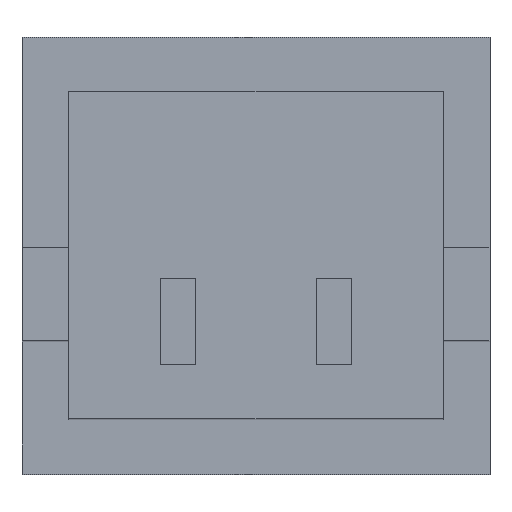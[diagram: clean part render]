
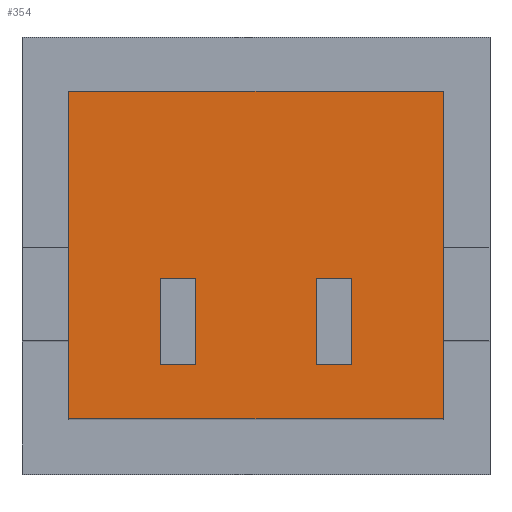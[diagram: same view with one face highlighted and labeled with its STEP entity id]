
A CAD part, top view. The second image highlights one B-rep face of the part: STEP entity #354.
In plain terms, the highlighted planar face has unit normal (0, 0, 1).
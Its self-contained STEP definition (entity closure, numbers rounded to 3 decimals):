
#11 = EDGE_CURVE ( 'NONE', #305, #57, #494, .T. ) ;
#12 = ORIENTED_EDGE ( 'NONE', *, *, #11, .F. ) ;
#57 = VERTEX_POINT ( 'NONE', #825 ) ;
#58 = ORIENTED_EDGE ( 'NONE', *, *, #355, .F. ) ;
#59 = VERTEX_POINT ( 'NONE', #824 ) ;
#184 = VERTEX_POINT ( 'NONE', #1151 ) ;
#186 = ORIENTED_EDGE ( 'NONE', *, *, #249, .T. ) ;
#187 = ORIENTED_EDGE ( 'NONE', *, *, #188, .T. ) ;
#188 = EDGE_CURVE ( 'NONE', #303, #285, #1153, .T. ) ;
#193 = ORIENTED_EDGE ( 'NONE', *, *, #245, .F. ) ;
#194 = EDGE_CURVE ( 'NONE', #334, #195, #1217, .T. ) ;
#195 = VERTEX_POINT ( 'NONE', #1213 ) ;
#208 = VERTEX_POINT ( 'NONE', #1456 ) ;
#212 = EDGE_LOOP ( 'NONE', ( #186, #187, #193, #308 ) ) ;
#218 = ORIENTED_EDGE ( 'NONE', *, *, #233, .F. ) ;
#233 = EDGE_CURVE ( 'NONE', #57, #184, #1511, .T. ) ;
#245 = EDGE_CURVE ( 'NONE', #195, #285, #1538, .T. ) ;
#249 = EDGE_CURVE ( 'NONE', #334, #303, #1649, .T. ) ;
#250 = EDGE_LOOP ( 'NONE', ( #289, #331, #339, #283 ) ) ;
#266 = EDGE_CURVE ( 'NONE', #184, #59, #1596, .T. ) ;
#267 = ORIENTED_EDGE ( 'NONE', *, *, #266, .F. ) ;
#281 = EDGE_LOOP ( 'NONE', ( #12, #58, #267, #218 ) ) ;
#282 = EDGE_CURVE ( 'NONE', #208, #333, #1670, .T. ) ;
#283 = ORIENTED_EDGE ( 'NONE', *, *, #284, .F. ) ;
#284 = EDGE_CURVE ( 'NONE', #288, #208, #1657, .T. ) ;
#285 = VERTEX_POINT ( 'NONE', #1672 ) ;
#286 = EDGE_CURVE ( 'NONE', #287, #288, #1671, .T. ) ;
#287 = VERTEX_POINT ( 'NONE', #1661 ) ;
#288 = VERTEX_POINT ( 'NONE', #1676 ) ;
#289 = ORIENTED_EDGE ( 'NONE', *, *, #286, .F. ) ;
#303 = VERTEX_POINT ( 'NONE', #1704 ) ;
#305 = VERTEX_POINT ( 'NONE', #1708 ) ;
#308 = ORIENTED_EDGE ( 'NONE', *, *, #194, .F. ) ;
#331 = ORIENTED_EDGE ( 'NONE', *, *, #332, .F. ) ;
#332 = EDGE_CURVE ( 'NONE', #333, #287, #1791, .T. ) ;
#333 = VERTEX_POINT ( 'NONE', #1780 ) ;
#334 = VERTEX_POINT ( 'NONE', #1784 ) ;
#339 = ORIENTED_EDGE ( 'NONE', *, *, #282, .F. ) ;
#354 = ADVANCED_FACE ( 'NONE', ( #1829, #1828, #1827 ), #1899, .F. ) ;
#355 = EDGE_CURVE ( 'NONE', #59, #305, #1901, .T. ) ;
#492 = VECTOR ( 'NONE', #577, 1000. ) ;
#493 = CARTESIAN_POINT ( 'NONE',  ( 0.385, -2.65, 3.9 ) ) ;
#494 = LINE ( 'NONE', #493, #492 ) ;
#577 = DIRECTION ( 'NONE',  ( -1., 0., 0. ) ) ;
#824 = CARTESIAN_POINT ( 'NONE',  ( 0.615, -3.2, 3.9 ) ) ;
#825 = CARTESIAN_POINT ( 'NONE',  ( 0.385, -2.65, 3.9 ) ) ;
#1151 = CARTESIAN_POINT ( 'NONE',  ( 0.385, -3.2, 3.9 ) ) ;
#1153 = LINE ( 'NONE', #1225, #1224 ) ;
#1213 = CARTESIAN_POINT ( 'NONE',  ( 1.2, -3.55, 3.9 ) ) ;
#1214 = DIRECTION ( 'NONE',  ( 0., -1., 0. ) ) ;
#1215 = VECTOR ( 'NONE', #1214, 1000. ) ;
#1216 = CARTESIAN_POINT ( 'NONE',  ( 1.2, -1.45, 3.9 ) ) ;
#1217 = LINE ( 'NONE', #1216, #1215 ) ;
#1223 = DIRECTION ( 'NONE',  ( 0., -1., 0. ) ) ;
#1224 = VECTOR ( 'NONE', #1223, 1000. ) ;
#1225 = CARTESIAN_POINT ( 'NONE',  ( -1.2, -1.45, 3.9 ) ) ;
#1456 = CARTESIAN_POINT ( 'NONE',  ( -0.615, -3.2, 3.9 ) ) ;
#1510 = CARTESIAN_POINT ( 'NONE',  ( 0.385, -2.65, 3.9 ) ) ;
#1511 = LINE ( 'NONE', #1510, #1523 ) ;
#1523 = VECTOR ( 'NONE', #1526, 1000. ) ;
#1526 = DIRECTION ( 'NONE',  ( 0., -1., 0. ) ) ;
#1536 = VECTOR ( 'NONE', #1573, 1000. ) ;
#1537 = CARTESIAN_POINT ( 'NONE',  ( 1.5, -3.55, 3.9 ) ) ;
#1538 = LINE ( 'NONE', #1537, #1536 ) ;
#1573 = DIRECTION ( 'NONE',  ( -1., 0., 0. ) ) ;
#1593 = DIRECTION ( 'NONE',  ( 1., 0., 0. ) ) ;
#1594 = VECTOR ( 'NONE', #1593, 1000. ) ;
#1595 = CARTESIAN_POINT ( 'NONE',  ( 0.615, -3.2, 3.9 ) ) ;
#1596 = LINE ( 'NONE', #1595, #1594 ) ;
#1646 = DIRECTION ( 'NONE',  ( -1., 0., 0. ) ) ;
#1647 = VECTOR ( 'NONE', #1646, 1000. ) ;
#1648 = CARTESIAN_POINT ( 'NONE',  ( 1.5, -1.45, 3.9 ) ) ;
#1649 = LINE ( 'NONE', #1648, #1647 ) ;
#1655 = VECTOR ( 'NONE', #1673, 1000. ) ;
#1656 = CARTESIAN_POINT ( 'NONE',  ( -0.615, -2.65, 3.9 ) ) ;
#1657 = LINE ( 'NONE', #1656, #1655 ) ;
#1661 = CARTESIAN_POINT ( 'NONE',  ( -0.385, -2.65, 3.9 ) ) ;
#1662 = DIRECTION ( 'NONE',  ( -1., 0., 0. ) ) ;
#1663 = VECTOR ( 'NONE', #1662, 1000. ) ;
#1664 = CARTESIAN_POINT ( 'NONE',  ( -0.615, -2.65, 3.9 ) ) ;
#1665 = DIRECTION ( 'NONE',  ( 1., 0., 0. ) ) ;
#1666 = VECTOR ( 'NONE', #1665, 1000. ) ;
#1667 = CARTESIAN_POINT ( 'NONE',  ( -0.385, -3.2, 3.9 ) ) ;
#1670 = LINE ( 'NONE', #1667, #1666 ) ;
#1671 = LINE ( 'NONE', #1664, #1663 ) ;
#1672 = CARTESIAN_POINT ( 'NONE',  ( -1.2, -3.55, 3.9 ) ) ;
#1673 = DIRECTION ( 'NONE',  ( 0., -1., 0. ) ) ;
#1676 = CARTESIAN_POINT ( 'NONE',  ( -0.615, -2.65, 3.9 ) ) ;
#1704 = CARTESIAN_POINT ( 'NONE',  ( -1.2, -1.45, 3.9 ) ) ;
#1708 = CARTESIAN_POINT ( 'NONE',  ( 0.615, -2.65, 3.9 ) ) ;
#1769 = VECTOR ( 'NONE', #1785, 1000. ) ;
#1780 = CARTESIAN_POINT ( 'NONE',  ( -0.385, -3.2, 3.9 ) ) ;
#1784 = CARTESIAN_POINT ( 'NONE',  ( 1.2, -1.45, 3.9 ) ) ;
#1785 = DIRECTION ( 'NONE',  ( 0., 1., 0. ) ) ;
#1791 = LINE ( 'NONE', #1792, #1769 ) ;
#1792 = CARTESIAN_POINT ( 'NONE',  ( -0.385, -2.65, 3.9 ) ) ;
#1827 = FACE_OUTER_BOUND ( 'NONE', #212, .T. ) ;
#1828 = FACE_BOUND ( 'NONE', #250, .T. ) ;
#1829 = FACE_BOUND ( 'NONE', #281, .T. ) ;
#1871 = DIRECTION ( 'NONE',  ( 0., 1., 0. ) ) ;
#1872 = DIRECTION ( 'NONE',  ( 0., 0., -1. ) ) ;
#1873 = CARTESIAN_POINT ( 'NONE',  ( 1.5, -3.55, 3.9 ) ) ;
#1899 = PLANE ( 'NONE',  #1902 ) ;
#1900 = CARTESIAN_POINT ( 'NONE',  ( 0.615, -2.65, 3.9 ) ) ;
#1901 = LINE ( 'NONE', #1900, #1910 ) ;
#1902 = AXIS2_PLACEMENT_3D ( 'NONE', #1873, #1872, #1871 ) ;
#1909 = DIRECTION ( 'NONE',  ( 0., 1., 0. ) ) ;
#1910 = VECTOR ( 'NONE', #1909, 1000. ) ;
